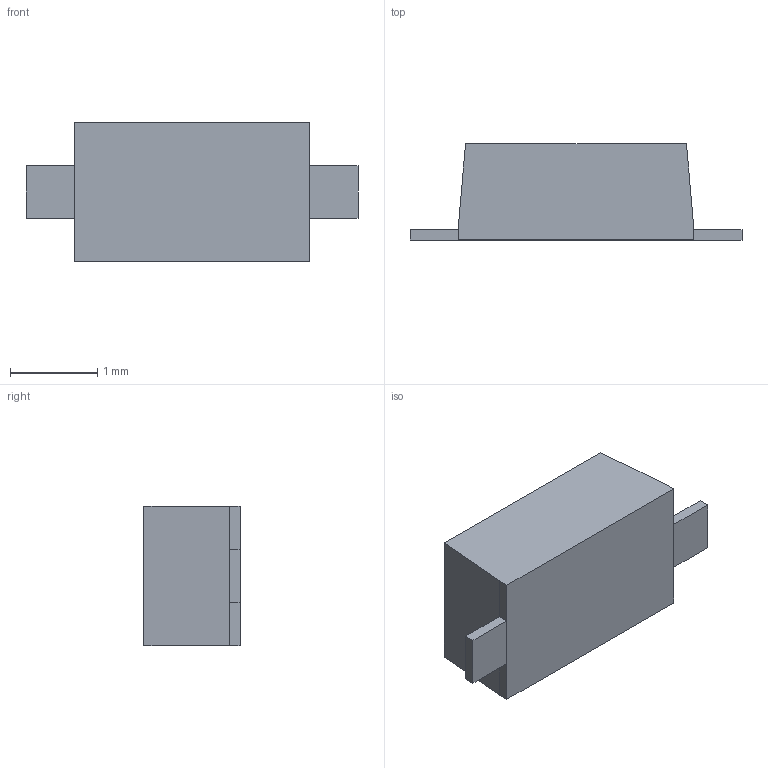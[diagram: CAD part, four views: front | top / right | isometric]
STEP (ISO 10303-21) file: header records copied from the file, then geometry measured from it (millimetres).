
FILE_DESCRIPTION (( 'STEP AP214' ), '1' );
FILE_NAME ('SD103AW-AQ.STEP', '2024-09-13T23:28:34', ( '' ), ( '' ), 'SwSTEP 2.0', 'SolidWorks 2021', '' );
FILE_SCHEMA (( 'AUTOMOTIVE_DESIGN' ));
Length unit declared in the file: millimetre
Products named in the file (1): SD103AW-AQ
Bounding box: 3.8 x 1.1 x 1.6 mm (x, y, z)
Volume: 4.7 mm3; surface area: 19.5 mm2
Topology: 3 solids, 3 shells, 20 faces, 42 edges, 28 vertices
Faces by surface type: plane 20
Entity records: 578 total; most frequent: CARTESIAN_POINT 91, DIRECTION 84, ORIENTED_EDGE 84, VECTOR 42, LINE 42, EDGE_CURVE 42, VERTEX_POINT 28, AXIS2_PLACEMENT_3D 21
